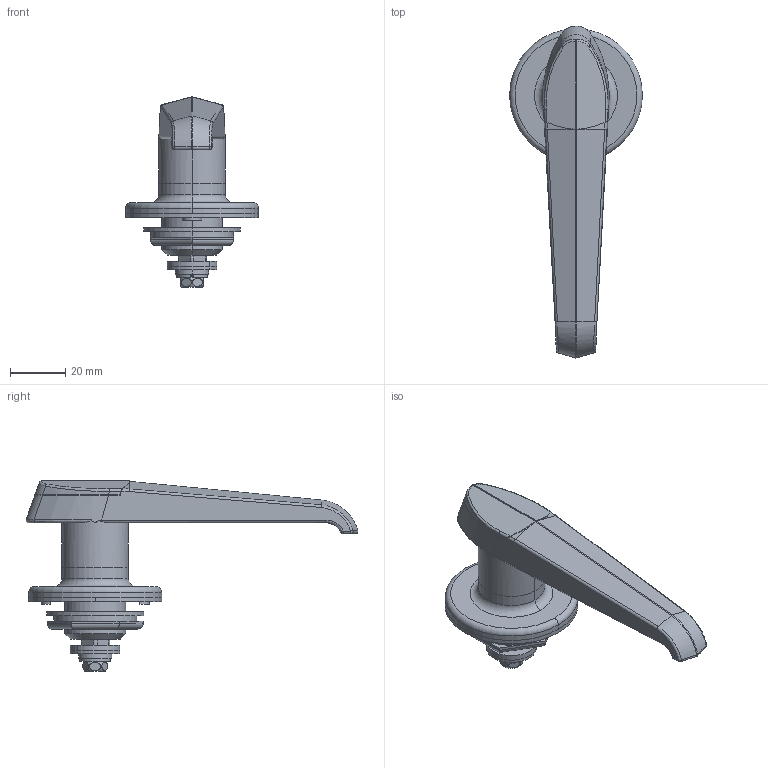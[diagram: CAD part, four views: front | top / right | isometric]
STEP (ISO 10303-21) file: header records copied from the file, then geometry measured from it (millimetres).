
FILE_DESCRIPTION (( 'STEP AP203' ), '1' );
FILE_NAME ('A-140-2-1-TAK60.STEP', '2022-01-13T07:04:23', ( '' ), ( '' ), 'SwSTEP 2.0', 'SolidWorks 2021', '' );
FILE_SCHEMA (( 'CONFIG_CONTROL_DESIGN' ));
Length unit declared in the file: millimetre
Products named in the file (13): A-140-2-1-TAK60; 暯儚僢僔儍乕M6暲娵_M6-冇12亊冇6.4亊t1.6; A-140-2キャップ_公; A-140-2-1本体_公; A-140-2パッキン; 十字穴付き六角ボルトM5; A-140-2受座_公; スプリングワッシャーM6_JIS B 1251 No.2 6; 仩8僗儁乕僒乕_冇18亊仩8亊t1; ダミーローター__#TAK60-4_; A-140-2六角ナット_公; 仩8僗儁乕僒乕_冇18亊仩8亊t2.0; 帟晅嵗嬥撪帟M22_冇35亊冇23亊t1.4
Assembly tree (12 placements, depth 2):
  A-140-2-1-TAK60
    A-140-2受座_公
    A-140-2-1本体_公
    A-140-2キャップ_公
    A-140-2六角ナット_公
    A-140-2パッキン
    帟晅嵗嬥撪帟M22_冇35亊冇23亊t1.4
    仩8僗儁乕僒乕_冇18亊仩8亊t1
    仩8僗儁乕僒乕_冇18亊仩8亊t2.0
    十字穴付き六角ボルトM5
    スプリングワッシャーM6_JIS B 1251 No.2 6
    暯儚僢僔儍乕M6暲娵_M6-冇12亊冇6.4亊t1.6
    ダミーローター__#TAK60-4_
Bounding box: 48 x 119.99 x 68.8 mm (x, y, z)
Volume: 42267.8 mm3; surface area: 29228.4 mm2
Topology: 12 solids, 12 shells, 343 faces, 834 edges, 536 vertices
Faces by surface type: plane 154, cylinder 134, bspline 29, cone 13, sphere 7, torus 6
Entity records: 13124 total; most frequent: CARTESIAN_POINT 3780, DIRECTION 1670, ORIENTED_EDGE 1658, EDGE_CURVE 829, AXIS2_PLACEMENT_3D 624, VERTEX_POINT 534, LINE 422, VECTOR 422
